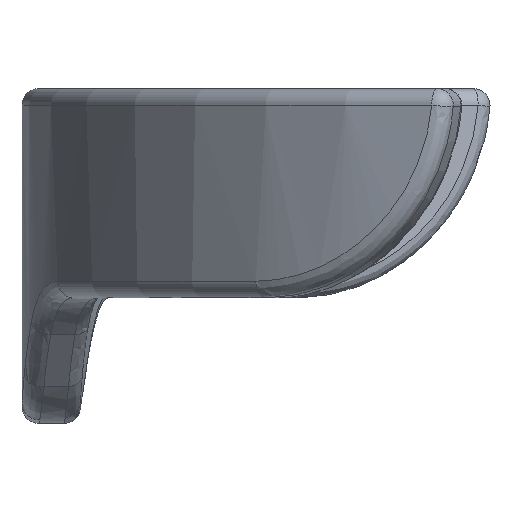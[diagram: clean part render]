
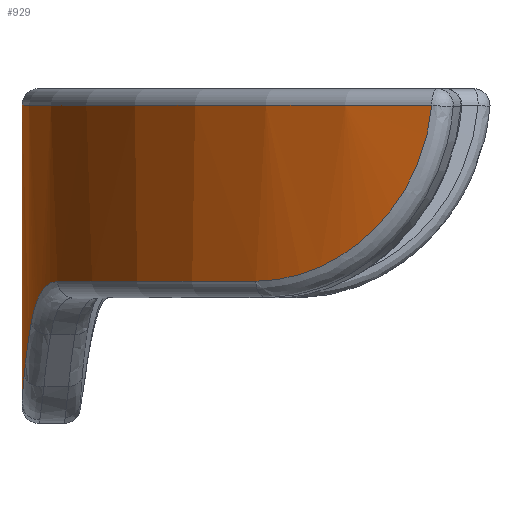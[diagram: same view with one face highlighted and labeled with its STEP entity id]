
A CAD part, left-side view. The second image highlights one B-rep face of the part: STEP entity #929.
In plain terms, the highlighted cylindrical face has radius 73.5 mm (diameter 147 mm), a partial arc.
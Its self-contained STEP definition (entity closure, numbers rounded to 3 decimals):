
#60=ELLIPSE('',#1056,102.54,73.5);
#83=B_SPLINE_CURVE_WITH_KNOTS('',3,(#2111,#2112,#2113,#2114,#2115,#2116,
#2117),.UNSPECIFIED.,.F.,.F.,(4,1,1,1,4),(3.863,4.853,
5.842,6.337,7.326),.UNSPECIFIED.);
#85=B_SPLINE_CURVE_WITH_KNOTS('',3,(#2157,#2158,#2159,#2160,#2161),
 .UNSPECIFIED.,.F.,.F.,(4,1,4),(0.,0.573,
1.336),.UNSPECIFIED.);
#86=B_SPLINE_CURVE_WITH_KNOTS('',3,(#2214,#2215,#2216,#2217),
 .UNSPECIFIED.,.F.,.F.,(4,4),(0.,0.709),.UNSPECIFIED.);
#104=CYLINDRICAL_SURFACE('',#1062,73.5);
#163=FACE_OUTER_BOUND('',#223,.T.);
#223=EDGE_LOOP('',(#850,#851,#852,#853,#854,#855,#856));
#236=CIRCLE('',#967,73.5);
#284=CIRCLE('',#1053,73.5);
#304=LINE('',#1429,#340);
#340=VECTOR('',#1111,10.);
#381=VERTEX_POINT('',#1426);
#382=VERTEX_POINT('',#1428);
#388=VERTEX_POINT('',#1443);
#436=VERTEX_POINT('',#2110);
#437=VERTEX_POINT('',#2120);
#439=VERTEX_POINT('',#2150);
#440=VERTEX_POINT('',#2186);
#467=EDGE_CURVE('',#382,#381,#304,.T.);
#477=EDGE_CURVE('',#382,#388,#236,.T.);
#567=EDGE_CURVE('',#388,#436,#83,.T.);
#571=EDGE_CURVE('',#436,#437,#284,.T.);
#574=EDGE_CURVE('',#437,#439,#85,.T.);
#576=EDGE_CURVE('',#439,#440,#60,.T.);
#578=EDGE_CURVE('',#440,#381,#86,.T.);
#850=ORIENTED_EDGE('',*,*,#477,.F.);
#851=ORIENTED_EDGE('',*,*,#467,.T.);
#852=ORIENTED_EDGE('',*,*,#578,.F.);
#853=ORIENTED_EDGE('',*,*,#576,.F.);
#854=ORIENTED_EDGE('',*,*,#574,.F.);
#855=ORIENTED_EDGE('',*,*,#571,.F.);
#856=ORIENTED_EDGE('',*,*,#567,.F.);
#929=ADVANCED_FACE('',(#163),#104,.T.);
#967=AXIS2_PLACEMENT_3D('',#1448,#1130,#1131);
#1053=AXIS2_PLACEMENT_3D('',#2124,#1317,#1318);
#1056=AXIS2_PLACEMENT_3D('',#2188,#1323,#1324);
#1062=AXIS2_PLACEMENT_3D('',#2243,#1336,#1337);
#1111=DIRECTION('',(0.,0.,-1.));
#1130=DIRECTION('center_axis',(0.,0.,1.));
#1131=DIRECTION('ref_axis',(-0.578,0.816,0.));
#1317=DIRECTION('center_axis',(0.,0.,-1.));
#1318=DIRECTION('ref_axis',(-0.586,0.811,0.));
#1323=DIRECTION('center_axis',(-0.675,-0.176,-0.717));
#1324=DIRECTION('ref_axis',(0.694,0.18,-0.697));
#1336=DIRECTION('center_axis',(0.,0.,
1.));
#1337=DIRECTION('ref_axis',(0.,1.,0.));
#1426=CARTESIAN_POINT('',(-21.056,473.5,-477.598));
#1428=CARTESIAN_POINT('',(-21.056,473.5,-442.));
#1429=CARTESIAN_POINT('',(-21.056,473.5,-465.));
#1443=CARTESIAN_POINT('',(-90.332,424.558,-442.));
#1448=CARTESIAN_POINT('Origin',(-21.056,400.,-442.));
#2110=CARTESIAN_POINT('',(-78.727,445.566,-463.));
#2111=CARTESIAN_POINT('Ctrl Pts',(-90.332,424.558,-442.));
#2112=CARTESIAN_POINT('Ctrl Pts',(-90.233,424.836,-445.286));
#2113=CARTESIAN_POINT('Ctrl Pts',(-89.564,426.789,-451.733));
#2114=CARTESIAN_POINT('Ctrl Pts',(-87.263,432.139,-457.991));
#2115=CARTESIAN_POINT('Ctrl Pts',(-83.691,438.678,-462.039));
#2116=CARTESIAN_POINT('Ctrl Pts',(-80.829,442.906,-463.));
#2117=CARTESIAN_POINT('Ctrl Pts',(-78.727,445.566,-463.));
#2120=CARTESIAN_POINT('',(-45.675,469.254,-463.));
#2124=CARTESIAN_POINT('Origin',(-21.056,400.,-463.));
#2150=CARTESIAN_POINT('',(-33.725,472.4,-467.979));
#2157=CARTESIAN_POINT('Ctrl Pts',(-45.675,469.254,-463.));
#2158=CARTESIAN_POINT('Ctrl Pts',(-43.826,469.912,-463.));
#2159=CARTESIAN_POINT('Ctrl Pts',(-39.446,471.266,-463.753));
#2160=CARTESIAN_POINT('Ctrl Pts',(-35.551,472.08,-466.182));
#2161=CARTESIAN_POINT('Ctrl Pts',(-33.725,472.4,-467.979));
#2186=CARTESIAN_POINT('',(-27.342,473.231,-474.192));
#2188=CARTESIAN_POINT('Origin',(-21.056,400.,-462.172));
#2214=CARTESIAN_POINT('Ctrl Pts',(-27.342,473.231,-474.192));
#2215=CARTESIAN_POINT('Ctrl Pts',(-25.618,473.379,-475.852));
#2216=CARTESIAN_POINT('Ctrl Pts',(-23.415,473.5,-477.032));
#2217=CARTESIAN_POINT('Ctrl Pts',(-21.056,473.5,-477.598));
#2243=CARTESIAN_POINT('Origin',(-21.056,400.,-440.));
